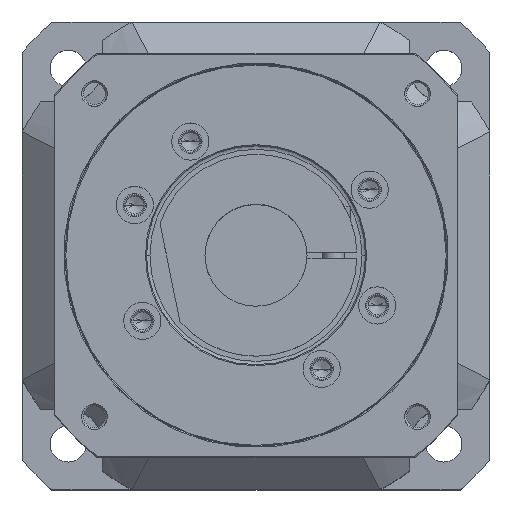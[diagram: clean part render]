
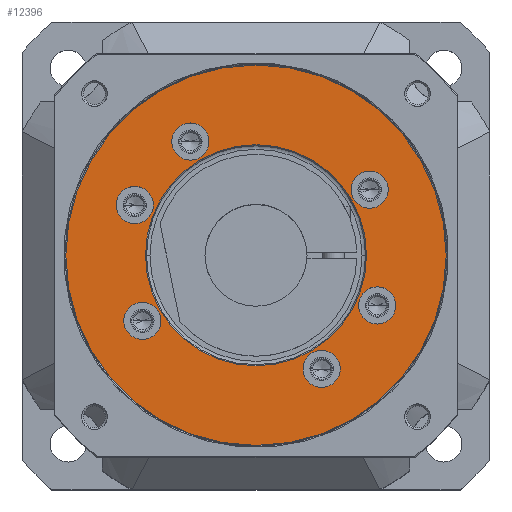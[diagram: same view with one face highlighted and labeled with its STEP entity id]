
A CAD part, top view. The second image highlights one B-rep face of the part: STEP entity #12396.
In plain terms, the highlighted planar face has unit normal (0, 0, 1).
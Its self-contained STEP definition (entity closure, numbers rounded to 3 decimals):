
#10687=CARTESIAN_POINT('',(0.,0.,25.));
#10688=DIRECTION('',(0.,0.,1.));
#10689=DIRECTION('',(0.,-1.,0.));
#10690=AXIS2_PLACEMENT_3D('',#10687,#10688,#10689);
#10692=CARTESIAN_POINT('',(0.,0.,25.));
#10693=DIRECTION('',(0.,0.,-1.));
#10694=DIRECTION('',(0.,-1.,0.));
#10695=AXIS2_PLACEMENT_3D('',#10692,#10693,#10694);
#10697=CARTESIAN_POINT('',(53.477,30.875,25.));
#10698=DIRECTION('',(0.,0.,1.));
#10699=DIRECTION('',(-1.,0.,0.));
#10700=AXIS2_PLACEMENT_3D('',#10697,#10698,#10699);
#10702=CARTESIAN_POINT('',(53.477,30.875,25.));
#10703=DIRECTION('',(0.,0.,1.));
#10704=DIRECTION('',(1.,0.,0.));
#10705=AXIS2_PLACEMENT_3D('',#10702,#10703,#10704);
#10707=CARTESIAN_POINT('',(-30.875,53.477,25.));
#10708=DIRECTION('',(0.,0.,1.));
#10709=DIRECTION('',(-1.,0.,0.));
#10710=AXIS2_PLACEMENT_3D('',#10707,#10708,#10709);
#10712=CARTESIAN_POINT('',(-30.875,53.477,25.));
#10713=DIRECTION('',(0.,0.,1.));
#10714=DIRECTION('',(1.,0.,0.));
#10715=AXIS2_PLACEMENT_3D('',#10712,#10713,#10714);
#10717=CARTESIAN_POINT('',(-53.477,-30.875,25.));
#10718=DIRECTION('',(0.,0.,1.));
#10719=DIRECTION('',(-1.,0.,0.));
#10720=AXIS2_PLACEMENT_3D('',#10717,#10718,#10719);
#10722=CARTESIAN_POINT('',(-53.477,-30.875,25.));
#10723=DIRECTION('',(0.,0.,1.));
#10724=DIRECTION('',(1.,0.,0.));
#10725=AXIS2_PLACEMENT_3D('',#10722,#10723,#10724);
#10727=CARTESIAN_POINT('',(30.875,-53.477,25.));
#10728=DIRECTION('',(0.,0.,1.));
#10729=DIRECTION('',(-1.,0.,0.));
#10730=AXIS2_PLACEMENT_3D('',#10727,#10728,#10729);
#10732=CARTESIAN_POINT('',(30.875,-53.477,25.));
#10733=DIRECTION('',(0.,0.,1.));
#10734=DIRECTION('',(1.,0.,0.));
#10735=AXIS2_PLACEMENT_3D('',#10732,#10733,#10734);
#10737=CARTESIAN_POINT('',(-23.631,-57.05,25.));
#10738=DIRECTION('',(0.,0.,1.));
#10739=DIRECTION('',(-1.,0.,0.));
#10740=AXIS2_PLACEMENT_3D('',#10737,#10738,#10739);
#10742=CARTESIAN_POINT('',(-23.631,-57.05,25.));
#10743=DIRECTION('',(0.,0.,1.));
#10744=DIRECTION('',(1.,0.,0.));
#10745=AXIS2_PLACEMENT_3D('',#10742,#10743,#10744);
#10747=CARTESIAN_POINT('',(23.631,57.05,25.));
#10748=DIRECTION('',(0.,0.,1.));
#10749=DIRECTION('',(-1.,0.,0.));
#10750=AXIS2_PLACEMENT_3D('',#10747,#10748,#10749);
#10752=CARTESIAN_POINT('',(23.631,57.05,25.));
#10753=DIRECTION('',(0.,0.,1.));
#10754=DIRECTION('',(1.,0.,0.));
#10755=AXIS2_PLACEMENT_3D('',#10752,#10753,#10754);
#11384=CARTESIAN_POINT('',(0.,0.,25.));
#11385=DIRECTION('',(0.,0.,-1.));
#11386=DIRECTION('',(1.,0.,0.));
#11387=AXIS2_PLACEMENT_3D('',#11384,#11385,#11386);
#11402=CARTESIAN_POINT('',(0.,0.,25.));
#11403=DIRECTION('',(0.,0.,-1.));
#11404=DIRECTION('',(-1.,0.,0.));
#11405=AXIS2_PLACEMENT_3D('',#11402,#11403,#11404);
#11853=CARTESIAN_POINT('',(44.727,30.875,25.));
#11854=CARTESIAN_POINT('',(62.227,30.875,25.));
#11855=VERTEX_POINT('',#11853);
#11856=VERTEX_POINT('',#11854);
#11857=CARTESIAN_POINT('',(-39.625,53.477,25.));
#11858=CARTESIAN_POINT('',(-22.125,53.477,25.));
#11859=VERTEX_POINT('',#11857);
#11860=VERTEX_POINT('',#11858);
#11861=CARTESIAN_POINT('',(-62.227,-30.875,25.));
#11862=CARTESIAN_POINT('',(-44.727,-30.875,25.));
#11863=VERTEX_POINT('',#11861);
#11864=VERTEX_POINT('',#11862);
#11865=CARTESIAN_POINT('',(22.125,-53.477,25.));
#11866=CARTESIAN_POINT('',(39.625,-53.477,25.));
#11867=VERTEX_POINT('',#11865);
#11868=VERTEX_POINT('',#11866);
#11885=CARTESIAN_POINT('',(0.,-89.5,25.));
#11886=VERTEX_POINT('',#11885);
#11887=CARTESIAN_POINT('',(0.,89.5,25.));
#11888=VERTEX_POINT('',#11887);
#11971=CARTESIAN_POINT('',(-32.381,-57.05,25.));
#11972=CARTESIAN_POINT('',(-14.881,-57.05,25.));
#11973=VERTEX_POINT('',#11971);
#11974=VERTEX_POINT('',#11972);
#11983=CARTESIAN_POINT('',(14.881,57.05,25.));
#11984=CARTESIAN_POINT('',(32.381,57.05,25.));
#11985=VERTEX_POINT('',#11983);
#11986=VERTEX_POINT('',#11984);
#12023=CARTESIAN_POINT('',(-52.,0.,25.));
#12024=CARTESIAN_POINT('',(52.,0.,25.));
#12025=VERTEX_POINT('',#12023);
#12026=VERTEX_POINT('',#12024);
#12344=CARTESIAN_POINT('',(0.,0.,25.));
#12345=DIRECTION('',(0.,0.,-1.));
#12346=DIRECTION('',(0.,-1.,0.));
#12347=AXIS2_PLACEMENT_3D('',#12344,#12345,#12346);
#12348=PLANE('',#12347);
#12350=ORIENTED_EDGE('',*,*,#12349,.F.);
#12352=ORIENTED_EDGE('',*,*,#12351,.T.);
#12353=EDGE_LOOP('',(#12350,#12352));
#12354=FACE_OUTER_BOUND('',#12353,.F.);
#12356=ORIENTED_EDGE('',*,*,#12355,.F.);
#12358=ORIENTED_EDGE('',*,*,#12357,.F.);
#12359=EDGE_LOOP('',(#12356,#12358));
#12360=FACE_BOUND('',#12359,.F.);
#12362=ORIENTED_EDGE('',*,*,#12361,.T.);
#12364=ORIENTED_EDGE('',*,*,#12363,.T.);
#12365=EDGE_LOOP('',(#12362,#12364));
#12366=FACE_BOUND('',#12365,.F.);
#12368=ORIENTED_EDGE('',*,*,#12367,.T.);
#12370=ORIENTED_EDGE('',*,*,#12369,.T.);
#12371=EDGE_LOOP('',(#12368,#12370));
#12372=FACE_BOUND('',#12371,.F.);
#12374=ORIENTED_EDGE('',*,*,#12373,.T.);
#12376=ORIENTED_EDGE('',*,*,#12375,.T.);
#12377=EDGE_LOOP('',(#12374,#12376));
#12378=FACE_BOUND('',#12377,.F.);
#12379=ORIENTED_EDGE('',*,*,#12334,.T.);
#12381=ORIENTED_EDGE('',*,*,#12380,.T.);
#12382=EDGE_LOOP('',(#12379,#12381));
#12383=FACE_BOUND('',#12382,.F.);
#12385=ORIENTED_EDGE('',*,*,#12384,.T.);
#12387=ORIENTED_EDGE('',*,*,#12386,.T.);
#12388=EDGE_LOOP('',(#12385,#12387));
#12389=FACE_BOUND('',#12388,.F.);
#12391=ORIENTED_EDGE('',*,*,#12390,.T.);
#12393=ORIENTED_EDGE('',*,*,#12392,.T.);
#12394=EDGE_LOOP('',(#12391,#12393));
#12395=FACE_BOUND('',#12394,.F.);
#12396=ADVANCED_FACE('',(#12354,#12360,#12366,#12372,#12378,#12383,#12389,
#12395),#12348,.F.);
#10691=CIRCLE('',#10690,89.5);
#10696=CIRCLE('',#10695,89.5);
#10701=CIRCLE('',#10700,8.75);
#10706=CIRCLE('',#10705,8.75);
#10711=CIRCLE('',#10710,8.75);
#10716=CIRCLE('',#10715,8.75);
#10721=CIRCLE('',#10720,8.75);
#10726=CIRCLE('',#10725,8.75);
#10731=CIRCLE('',#10730,8.75);
#10736=CIRCLE('',#10735,8.75);
#10741=CIRCLE('',#10740,8.75);
#10746=CIRCLE('',#10745,8.75);
#10751=CIRCLE('',#10750,8.75);
#10756=CIRCLE('',#10755,8.75);
#11388=CIRCLE('',#11387,52.);
#11406=CIRCLE('',#11405,52.);
#12334=EDGE_CURVE('',#11867,#11868,#10731,.T.);
#12349=EDGE_CURVE('',#11886,#11888,#10691,.T.);
#12351=EDGE_CURVE('',#11886,#11888,#10696,.T.);
#12355=EDGE_CURVE('',#12026,#12025,#11388,.T.);
#12357=EDGE_CURVE('',#12025,#12026,#11406,.T.);
#12361=EDGE_CURVE('',#11855,#11856,#10701,.T.);
#12363=EDGE_CURVE('',#11856,#11855,#10706,.T.);
#12367=EDGE_CURVE('',#11859,#11860,#10711,.T.);
#12369=EDGE_CURVE('',#11860,#11859,#10716,.T.);
#12373=EDGE_CURVE('',#11863,#11864,#10721,.T.);
#12375=EDGE_CURVE('',#11864,#11863,#10726,.T.);
#12380=EDGE_CURVE('',#11868,#11867,#10736,.T.);
#12384=EDGE_CURVE('',#11973,#11974,#10741,.T.);
#12386=EDGE_CURVE('',#11974,#11973,#10746,.T.);
#12390=EDGE_CURVE('',#11985,#11986,#10751,.T.);
#12392=EDGE_CURVE('',#11986,#11985,#10756,.T.);
